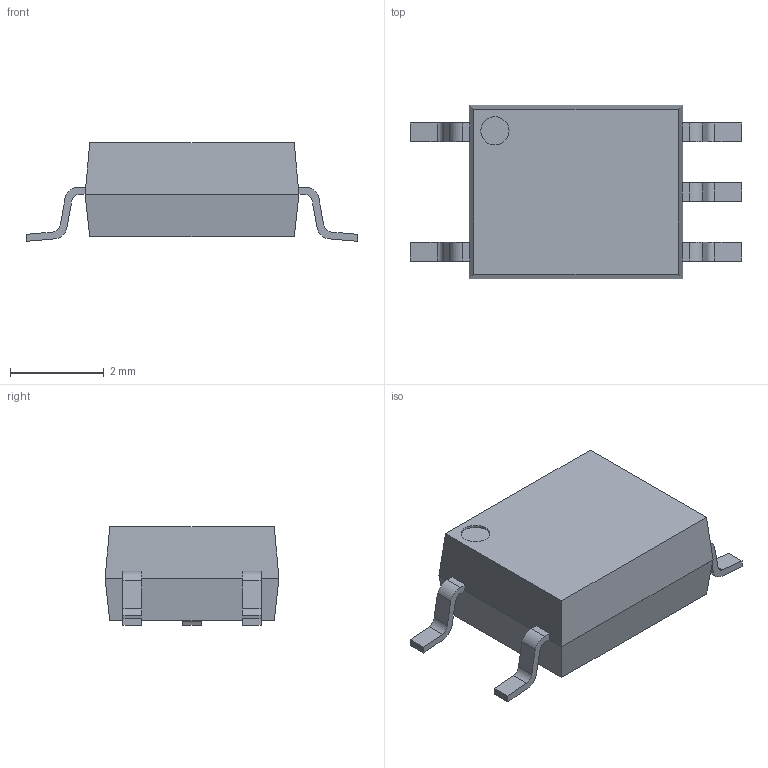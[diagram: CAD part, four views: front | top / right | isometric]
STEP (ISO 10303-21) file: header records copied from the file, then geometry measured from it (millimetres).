
FILE_DESCRIPTION(('FreeCAD Model'),'2;1');
FILE_NAME('Open CASCADE Shape Model','2024-12-19T20:55:51',(''),(''), 'Open CASCADE STEP processor 7.8','FreeCAD','Unknown');
FILE_SCHEMA(('AUTOMOTIVE_DESIGN { 1 0 10303 214 1 1 1 1 }'));
Length unit declared in the file: millimetre
Products named in the file (6): smd_optocoupler_tlp2361; Body; Array; Pad001; Array001; Pad001 (Mirror #1)
Assembly tree (8 placements, depth 3):
  smd_optocoupler_tlp2361
    Body
    Array
      Pad001  x2
    Array001
      Pad001 (Mirror #1)  x3
Bounding box: 7.05 x 3.7 x 2.1 mm (x, y, z)
Volume: 32.6 mm3; surface area: 74.1 mm2
Topology: 6 solids, 6 shells, 86 faces, 211 edges, 138 vertices
Faces by surface type: plane 65, cylinder 21
Full cylindrical faces by diameter (mm): 0.6 x1
Entity records: 1394 total; most frequent: DIRECTION 227, CARTESIAN_POINT 222, ORIENTED_EDGE 206, EDGE_CURVE 103, LINE 85, VECTOR 85, AXIS2_PLACEMENT_3D 71, VERTEX_POINT 66
